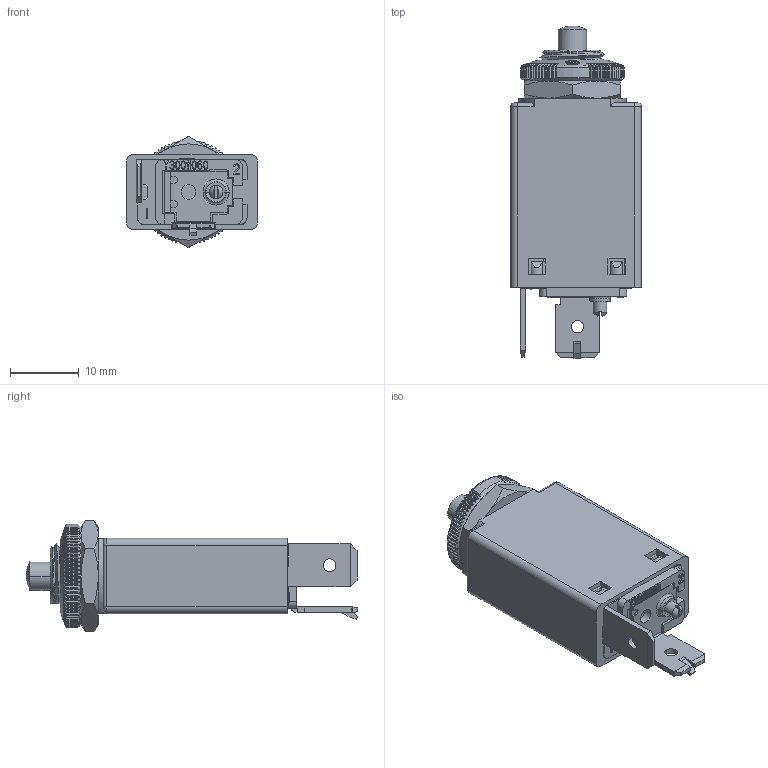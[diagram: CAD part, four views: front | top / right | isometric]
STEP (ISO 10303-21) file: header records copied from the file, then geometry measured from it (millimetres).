
FILE_DESCRIPTION((''),'2;1');
FILE_NAME('DUMMY-106-P10-AB7A','2024-02-29T15:30:17',('wschmidt'),(''),'CREO PARAMETRIC BY PTC INC, 2022484','CREO PARAMETRIC BY PTC INC, 2022484','');
FILE_SCHEMA(('AUTOMOTIVE_DESIGN { 1 0 10303 214 1 1 1 1 }'));
Products named in the file (1): DUMMY-106-P10-AB7A
Bounding box: 19 x 48.24 x 16.17 mm (x, y, z)
Volume: 6754.2 mm3; surface area: 4335.8 mm2
Topology: 1 solids, 4 shells, 1704 faces, 4495 edges, 2813 vertices
Faces by surface type: plane 849, cone 320, cylinder 246, torus 153, bspline 122, sphere 14
Entity records: 82067 total; most frequent: CARTESIAN_POINT 25969, ORIENTED_EDGE 8986, DIRECTION 7951, PRESENTATION_STYLE_ASSIGNMENT 4642, STYLED_ITEM 4494, CURVE_STYLE 4493, EDGE_CURVE 4493, VERTEX_POINT 2813
